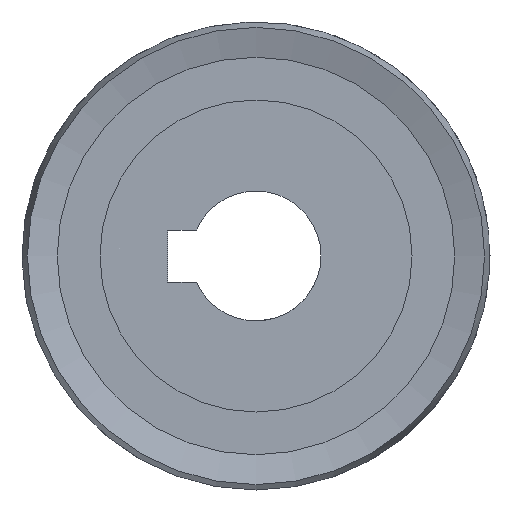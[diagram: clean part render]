
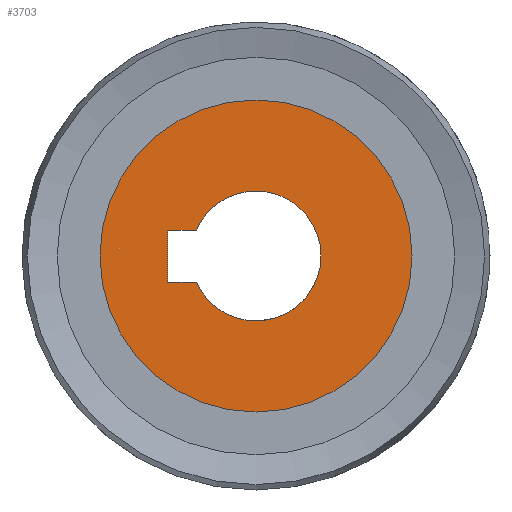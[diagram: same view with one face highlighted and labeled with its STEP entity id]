
A CAD part, left-side view. The second image highlights one B-rep face of the part: STEP entity #3703.
In plain terms, the highlighted planar face has unit normal (-1, 0, 0).
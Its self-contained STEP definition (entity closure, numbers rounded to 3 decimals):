
#38=PLANE('',#3970);
#176=LINE('',#6007,#438);
#177=LINE('',#6009,#439);
#178=LINE('',#6011,#440);
#438=VECTOR('',#4586,1000.);
#439=VECTOR('',#4587,1000.);
#440=VECTOR('',#4588,1000.);
#759=ORIENTED_EDGE('',*,*,#1903,.F.);
#760=ORIENTED_EDGE('',*,*,#1904,.T.);
#761=ORIENTED_EDGE('',*,*,#1826,.T.);
#762=ORIENTED_EDGE('',*,*,#1905,.T.);
#763=ORIENTED_EDGE('',*,*,#1906,.T.);
#1826=EDGE_CURVE('',#2406,#2407,#2770,.T.);
#1903=EDGE_CURVE('',#2467,#2467,#2792,.T.);
#1904=EDGE_CURVE('',#2468,#2406,#176,.T.);
#1905=EDGE_CURVE('',#2407,#2469,#177,.T.);
#1906=EDGE_CURVE('',#2469,#2468,#178,.T.);
#2406=VERTEX_POINT('',#5777);
#2407=VERTEX_POINT('',#5778);
#2467=VERTEX_POINT('',#6006);
#2468=VERTEX_POINT('',#6008);
#2469=VERTEX_POINT('',#6010);
#2770=CIRCLE('',#3924,5.);
#2792=CIRCLE('',#3971,12.);
#3085=EDGE_LOOP('',(#759));
#3086=EDGE_LOOP('',(#760,#761,#762,#763));
#3329=FACE_BOUND('',#3085,.T.);
#3330=FACE_BOUND('',#3086,.T.);
#3703=ADVANCED_FACE('',(#3329,#3330),#38,.F.);
#3924=AXIS2_PLACEMENT_3D('',#5776,#4456,#4457);
#3970=AXIS2_PLACEMENT_3D('',#6004,#4582,#4583);
#3971=AXIS2_PLACEMENT_3D('',#6005,#4584,#4585);
#4456=DIRECTION('',(1.,0.,0.));
#4457=DIRECTION('',(0.,0.,-1.));
#4582=DIRECTION('',(1.,0.,0.));
#4583=DIRECTION('',(0.,0.,-1.));
#4584=DIRECTION('',(1.,0.,0.));
#4585=DIRECTION('',(0.,0.,-1.));
#4586=DIRECTION('',(0.,-1.,0.));
#4587=DIRECTION('',(0.,1.,0.));
#4588=DIRECTION('',(0.,0.,1.));
#5776=CARTESIAN_POINT('',(0.,0.,0.));
#5777=CARTESIAN_POINT('',(0.,4.583,2.));
#5778=CARTESIAN_POINT('',(0.,4.583,-2.));
#6004=CARTESIAN_POINT('',(0.,0.,0.));
#6005=CARTESIAN_POINT('',(0.,0.,0.));
#6006=CARTESIAN_POINT('',(0.,0.,-12.));
#6007=CARTESIAN_POINT('',(0.,6.8,2.));
#6008=CARTESIAN_POINT('',(0.,6.8,2.));
#6009=CARTESIAN_POINT('',(0.,0.,-2.));
#6010=CARTESIAN_POINT('',(0.,6.8,-2.));
#6011=CARTESIAN_POINT('',(0.,6.8,-2.));
